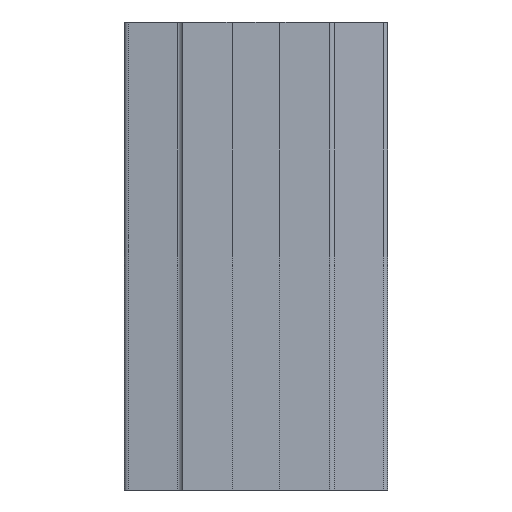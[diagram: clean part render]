
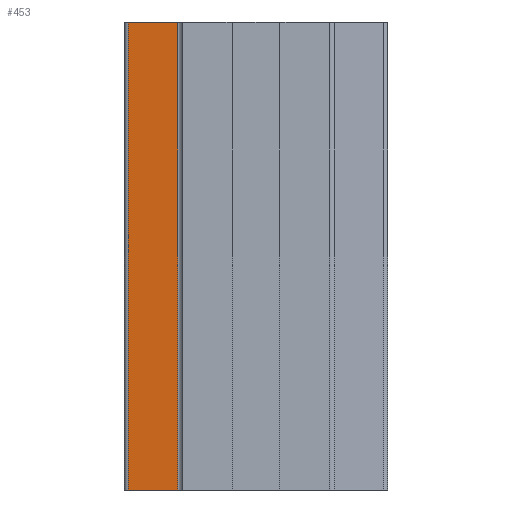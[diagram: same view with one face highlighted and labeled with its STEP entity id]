
A CAD part, front view. The second image highlights one B-rep face of the part: STEP entity #453.
In plain terms, the highlighted planar face has unit normal (-0.09, -0.996, 0).
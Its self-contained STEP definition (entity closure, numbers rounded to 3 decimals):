
#135 = VECTOR ( 'NONE', #2721, 1000. ) ;
#288 = DIRECTION ( 'NONE',  ( 0., 0., -1. ) ) ;
#340 = LINE ( 'NONE', #4665, #7143 ) ;
#453 = ADVANCED_FACE ( 'NONE', ( #1037 ), #5640, .F. ) ;
#870 = VECTOR ( 'NONE', #288, 1000. ) ;
#1037 = FACE_OUTER_BOUND ( 'NONE', #5191, .T. ) ;
#1162 = CARTESIAN_POINT ( 'NONE',  ( -21.85, -78.15, -40. ) ) ;
#1370 = ORIENTED_EDGE ( 'NONE', *, *, #5533, .F. ) ;
#1401 = CARTESIAN_POINT ( 'NONE',  ( -13.409, -78.917, -40. ) ) ;
#1636 = CARTESIAN_POINT ( 'NONE',  ( -21.85, -78.15, 40. ) ) ;
#1982 = VERTEX_POINT ( 'NONE', #3360 ) ;
#2235 = LINE ( 'NONE', #2531, #870 ) ;
#2531 = CARTESIAN_POINT ( 'NONE',  ( -13.409, -78.917, 40. ) ) ;
#2721 = DIRECTION ( 'NONE',  ( 0., 0., -1. ) ) ;
#2767 = DIRECTION ( 'NONE',  ( 0.996, -0.091, 0. ) ) ;
#2880 = VECTOR ( 'NONE', #2767, 1000. ) ;
#3360 = CARTESIAN_POINT ( 'NONE',  ( -21.85, -78.15, 40. ) ) ;
#3370 = DIRECTION ( 'NONE',  ( -0.996, 0.091, 0. ) ) ;
#3441 = CARTESIAN_POINT ( 'NONE',  ( -21.85, -78.15, 40. ) ) ;
#3636 = CARTESIAN_POINT ( 'NONE',  ( -13.409, -78.917, 40. ) ) ;
#4180 = DIRECTION ( 'NONE',  ( 0.996, -0.091, 0. ) ) ;
#4346 = LINE ( 'NONE', #6063, #2880 ) ;
#4465 = DIRECTION ( 'NONE',  ( 0.091, 0.996, 0. ) ) ;
#4665 = CARTESIAN_POINT ( 'NONE',  ( -21.85, -78.15, 40. ) ) ;
#4776 = EDGE_CURVE ( 'NONE', #1982, #5809, #7122, .T. ) ;
#4798 = EDGE_CURVE ( 'NONE', #5809, #5092, #4346, .T. ) ;
#5092 = VERTEX_POINT ( 'NONE', #1401 ) ;
#5191 = EDGE_LOOP ( 'NONE', ( #7113, #5562, #1370, #5531 ) ) ;
#5460 = AXIS2_PLACEMENT_3D ( 'NONE', #3441, #4465, #3370 ) ;
#5531 = ORIENTED_EDGE ( 'NONE', *, *, #4776, .T. ) ;
#5533 = EDGE_CURVE ( 'NONE', #1982, #6692, #340, .T. ) ;
#5562 = ORIENTED_EDGE ( 'NONE', *, *, #5600, .F. ) ;
#5600 = EDGE_CURVE ( 'NONE', #6692, #5092, #2235, .T. ) ;
#5640 = PLANE ( 'NONE',  #5460 ) ;
#5809 = VERTEX_POINT ( 'NONE', #1162 ) ;
#6063 = CARTESIAN_POINT ( 'NONE',  ( -21.85, -78.15, -40. ) ) ;
#6692 = VERTEX_POINT ( 'NONE', #3636 ) ;
#7113 = ORIENTED_EDGE ( 'NONE', *, *, #4798, .T. ) ;
#7122 = LINE ( 'NONE', #1636, #135 ) ;
#7143 = VECTOR ( 'NONE', #4180, 1000. ) ;
